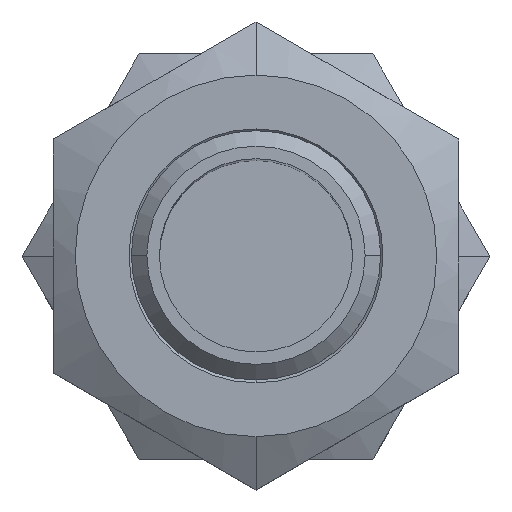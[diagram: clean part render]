
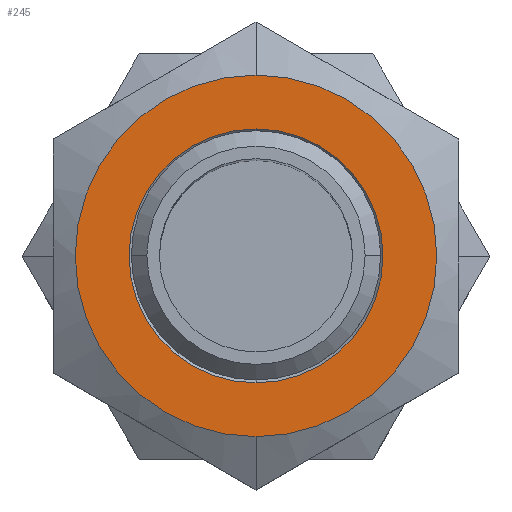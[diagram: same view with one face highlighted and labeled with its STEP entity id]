
A CAD part, top view. The second image highlights one B-rep face of the part: STEP entity #245.
In plain terms, the highlighted face is planar.
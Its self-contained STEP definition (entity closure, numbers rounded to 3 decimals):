
#39 = DIRECTION ( 'NONE',  ( -1., 0., 0. ) ) ;
#43 = AXIS2_PLACEMENT_3D ( 'NONE', #454, #39, #435 ) ;
#53 = CARTESIAN_POINT ( 'NONE',  ( 9.13, 0.62, 12.59 ) ) ;
#61 = AXIS2_PLACEMENT_3D ( 'NONE', #53, #367, #1023 ) ;
#101 = CARTESIAN_POINT ( 'NONE',  ( 9.13, 0.62, 8.517 ) ) ;
#123 = FACE_OUTER_BOUND ( 'NONE', #609, .T. ) ;
#167 = ORIENTED_EDGE ( 'NONE', *, *, #212, .T. ) ;
#182 = ORIENTED_EDGE ( 'NONE', *, *, #343, .F. ) ;
#200 = PLANE ( 'NONE',  #43 ) ;
#212 = EDGE_CURVE ( 'NONE', #612, #1016, #865, .T. ) ;
#245 = ADVANCED_FACE ( 'NONE', ( #611, #123 ), #200, .T. ) ;
#278 = EDGE_LOOP ( 'NONE', ( #167, #495 ) ) ;
#285 = DIRECTION ( 'NONE',  ( 0., 0., -1. ) ) ;
#297 = CARTESIAN_POINT ( 'NONE',  ( 9.13, 0.62, 16.663 ) ) ;
#343 = EDGE_CURVE ( 'NONE', #908, #755, #826, .T. ) ;
#345 = DIRECTION ( 'NONE',  ( 0., 0., -1. ) ) ;
#364 = DIRECTION ( 'NONE',  ( 1., 0., 0. ) ) ;
#367 = DIRECTION ( 'NONE',  ( 1., 0., 0. ) ) ;
#390 = AXIS2_PLACEMENT_3D ( 'NONE', #447, #364, #285 ) ;
#400 = CARTESIAN_POINT ( 'NONE',  ( 9.13, 0.62, 12.59 ) ) ;
#435 = DIRECTION ( 'NONE',  ( 0., 0., 1. ) ) ;
#447 = CARTESIAN_POINT ( 'NONE',  ( 9.13, 0.62, 12.59 ) ) ;
#454 = CARTESIAN_POINT ( 'NONE',  ( 9.13, 0.62, 18.39 ) ) ;
#456 = AXIS2_PLACEMENT_3D ( 'NONE', #400, #673, #737 ) ;
#495 = ORIENTED_EDGE ( 'NONE', *, *, #752, .T. ) ;
#609 = EDGE_LOOP ( 'NONE', ( #914, #182 ) ) ;
#611 = FACE_BOUND ( 'NONE', #278, .T. ) ;
#612 = VERTEX_POINT ( 'NONE', #297 ) ;
#615 = CARTESIAN_POINT ( 'NONE',  ( 9.13, 0.62, 6.79 ) ) ;
#663 = CARTESIAN_POINT ( 'NONE',  ( 9.13, 0.62, 18.39 ) ) ;
#673 = DIRECTION ( 'NONE',  ( 1., 0., 0. ) ) ;
#737 = DIRECTION ( 'NONE',  ( 0., 0., -1. ) ) ;
#751 = CIRCLE ( 'NONE', #61, 4.073 ) ;
#752 = EDGE_CURVE ( 'NONE', #1016, #612, #751, .T. ) ;
#755 = VERTEX_POINT ( 'NONE', #615 ) ;
#756 = CARTESIAN_POINT ( 'NONE',  ( 9.13, 0.62, 12.59 ) ) ;
#799 = AXIS2_PLACEMENT_3D ( 'NONE', #756, #998, #345 ) ;
#826 = CIRCLE ( 'NONE', #390, 5.8 ) ;
#865 = CIRCLE ( 'NONE', #456, 4.073 ) ;
#908 = VERTEX_POINT ( 'NONE', #663 ) ;
#914 = ORIENTED_EDGE ( 'NONE', *, *, #1021, .F. ) ;
#998 = DIRECTION ( 'NONE',  ( 1., 0., 0. ) ) ;
#1013 = CIRCLE ( 'NONE', #799, 5.8 ) ;
#1016 = VERTEX_POINT ( 'NONE', #101 ) ;
#1021 = EDGE_CURVE ( 'NONE', #755, #908, #1013, .T. ) ;
#1023 = DIRECTION ( 'NONE',  ( 0., 0., -1. ) ) ;
